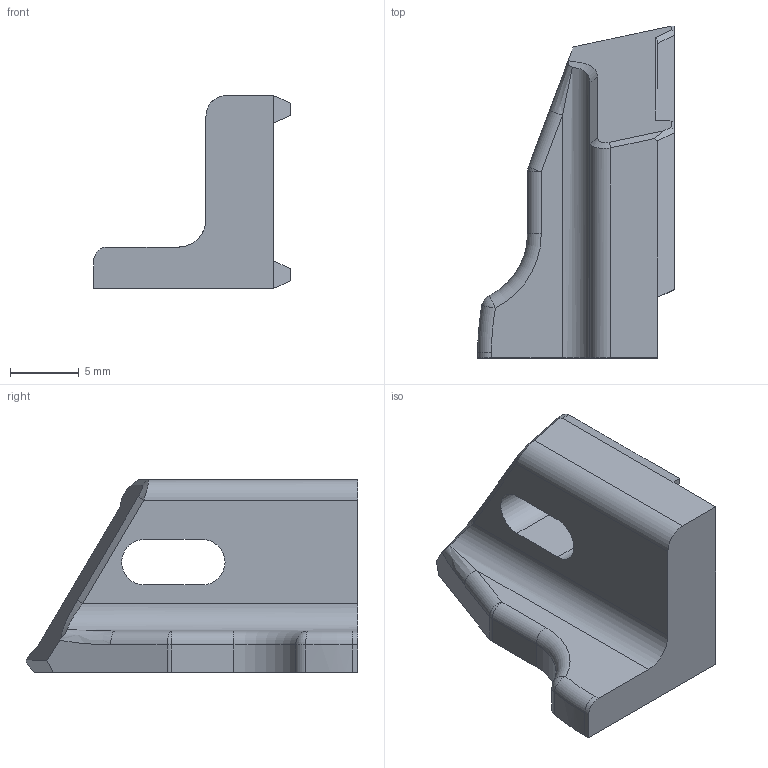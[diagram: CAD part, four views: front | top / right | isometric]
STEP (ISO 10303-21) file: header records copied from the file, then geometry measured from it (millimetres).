
FILE_DESCRIPTION (( 'STEP AP214' ), '1' );
FILE_NAME ('cr-10 e3d mtg generic left bracket r1.STEP', '2017-08-06T16:38:03', ( '' ), ( '' ), 'SwSTEP 2.0', 'SolidWorks 2017', '' );
FILE_SCHEMA (( 'AUTOMOTIVE_DESIGN' ));
Length unit declared in the file: millimetre
Products named in the file (1): cr-10 e3d mtg generic left bracket r1
Bounding box: 14.26 x 24.09 x 14 mm (x, y, z)
Volume: 1624.3 mm3; surface area: 1196.7 mm2
Topology: 1 solids, 1 shells, 47 faces, 123 edges, 77 vertices
Faces by surface type: plane 29, cylinder 11, bspline 3, torus 2, sphere 2
Entity records: 1615 total; most frequent: CARTESIAN_POINT 444, ORIENTED_EDGE 244, DIRECTION 224, EDGE_CURVE 122, LINE 86, VECTOR 86, VERTEX_POINT 77, AXIS2_PLACEMENT_3D 69
